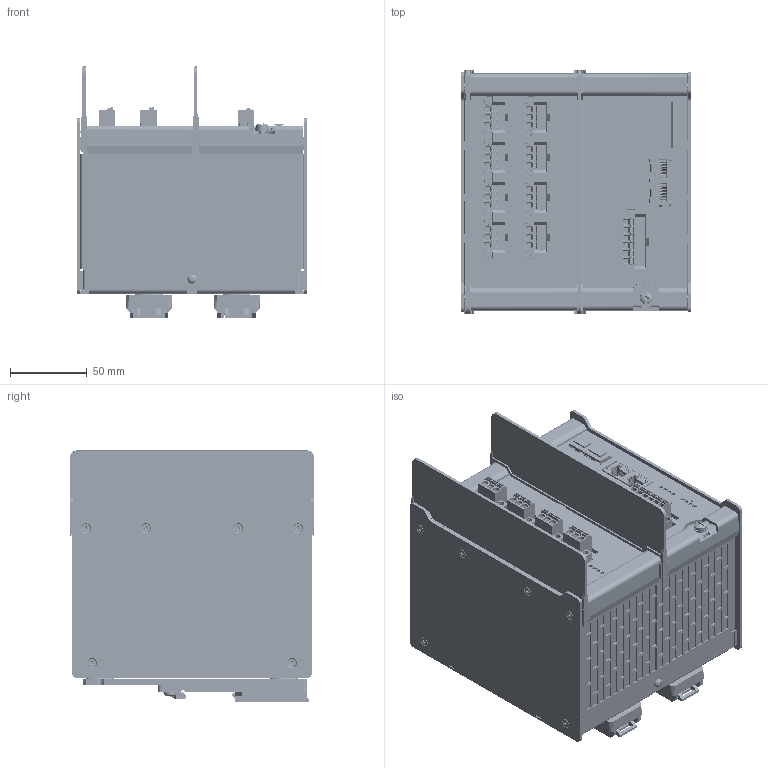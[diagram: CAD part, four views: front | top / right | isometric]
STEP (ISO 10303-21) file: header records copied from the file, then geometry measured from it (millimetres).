
FILE_DESCRIPTION((''),'2;1');
FILE_NAME('CAD-8988_ASM','2024-04-11T09:40:21',('creinig-se'),(''),'CREO PARAMETRIC BY PTC INC, 2022284','CREO PARAMETRIC BY PTC INC, 2022284','');
FILE_SCHEMA(('CONFIG_CONTROL_DESIGN','SHAPE_APPEARANCE_LAYERS_GROUPS'));
Products named in the file (5): CAD-8988_HSG_ARS_IA_8_SW0001; CAD-8984_ACC_RJHSE-5380-02; CAD-8977_DINKLE2ESSM-03; CAD-8977_PXC_FKCN-2-5-6-STF-5; CAD-8988_ASM
Assembly tree (11 placements, depth 2):
  CAD-8988_ASM
    CAD-8988_HSG_ARS_IA_8_SW0001
    CAD-8984_ACC_RJHSE-5380-02
    CAD-8977_DINKLE2ESSM-03  x8
    CAD-8977_PXC_FKCN-2-5-6-STF-5
Bounding box: 149 x 159.09 x 163.2 mm (x, y, z)
Volume: 2406133.8 mm3; surface area: 361087.4 mm2
Topology: 12 solids, 14 shells, 8395 faces, 22047 edges, 13648 vertices
Faces by surface type: plane 4708, cylinder 2275, bspline 500, cone 486, torus 410, sphere 16
Entity records: 230262 total; most frequent: CARTESIAN_POINT 51093, ORIENTED_EDGE 29476, DIRECTION 26613, EDGE_CURVE 14738, VECTOR 10877, LINE 10877, VERTEX_POINT 9392, PRESENTATION_STYLE_ASSIGNMENT 8834
